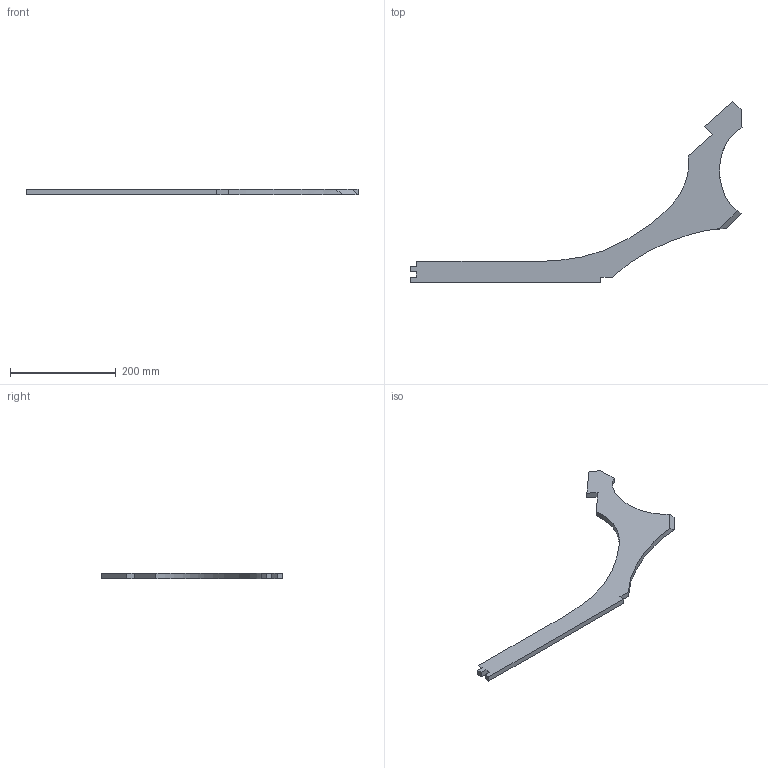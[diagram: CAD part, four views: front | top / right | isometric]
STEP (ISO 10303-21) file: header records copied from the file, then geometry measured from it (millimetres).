
FILE_DESCRIPTION (( 'STEP AP203' ), '1' );
FILE_NAME ('mirror Support.STEP', '2012-11-06T02:22:32', ( '' ), ( '' ), 'SwSTEP 2.0', 'SolidWorks 2011', '' );
FILE_SCHEMA (( 'CONFIG_CONTROL_DESIGN' ));
Length unit declared in the file: millimetre
Products named in the file (1): mirror Support
Bounding box: 627.88 x 342.07 x 10 mm (x, y, z)
Volume: 390393.1 mm3; surface area: 95914.4 mm2
Topology: 1 solids, 1 shells, 22 faces, 60 edges, 40 vertices
Faces by surface type: plane 19, bspline 3
Entity records: 790 total; most frequent: CARTESIAN_POINT 180, ORIENTED_EDGE 120, DIRECTION 92, EDGE_CURVE 60, LINE 52, VECTOR 52, VERTEX_POINT 40, FACE_OUTER_BOUND 22
